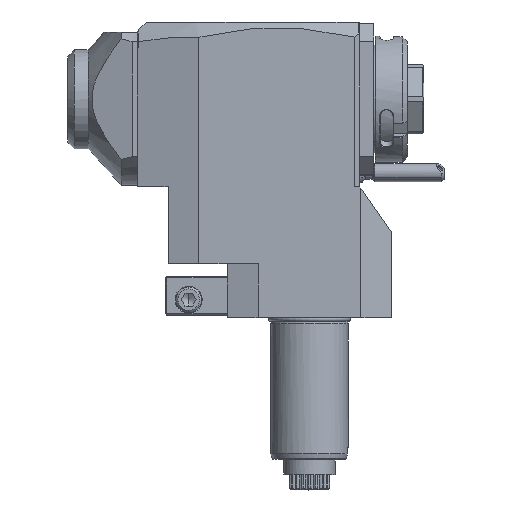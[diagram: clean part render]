
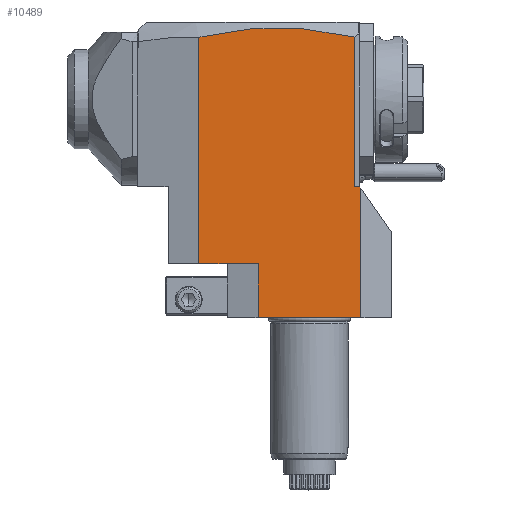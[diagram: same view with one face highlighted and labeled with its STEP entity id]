
A CAD part, top view. The second image highlights one B-rep face of the part: STEP entity #10489.
In plain terms, the highlighted planar face has unit normal (0, 0, 1).
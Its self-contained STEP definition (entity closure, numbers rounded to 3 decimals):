
#21=DIRECTION('',(0.,-1.,0.));
#22=VECTOR('',#21,88.092);
#23=CARTESIAN_POINT('',(-20.,58.092,32.));
#24=LINE('',#23,#22);
#39=CARTESIAN_POINT('',(40.5,58.133,32.));
#40=CARTESIAN_POINT('',(35.458,59.345,32.));
#41=CARTESIAN_POINT('',(25.373,61.145,32.));
#42=CARTESIAN_POINT('',(10.247,62.032,32.));
#43=CARTESIAN_POINT('',(-4.877,61.124,32.));
#44=CARTESIAN_POINT('',(-14.959,59.311,32.));
#45=CARTESIAN_POINT('',(-20.,58.092,32.));
#47=DIRECTION('',(-0.574,0.819,0.));
#48=VECTOR('',#47,0.872);
#49=CARTESIAN_POINT('',(43.,-0.714,32.));
#50=LINE('',#49,#48);
#51=DIRECTION('',(0.,1.,0.));
#52=VECTOR('',#51,50.286);
#53=CARTESIAN_POINT('',(43.,-51.,32.));
#54=LINE('',#53,#52);
#127=DIRECTION('',(1.,0.,0.));
#128=VECTOR('',#127,23.);
#129=CARTESIAN_POINT('',(-20.,-30.,32.));
#130=LINE('',#129,#128);
#901=DIRECTION('',(0.,1.,0.));
#902=VECTOR('',#901,58.133);
#903=CARTESIAN_POINT('',(40.5,0.,32.));
#904=LINE('',#903,#902);
#914=DIRECTION('',(-1.,0.,0.));
#915=VECTOR('',#914,2.);
#916=CARTESIAN_POINT('',(42.5,0.,32.));
#917=LINE('',#916,#915);
#3368=DIRECTION('',(0.,-1.,0.));
#3369=VECTOR('',#3368,21.);
#3370=CARTESIAN_POINT('',(3.,-30.,32.));
#3371=LINE('',#3370,#3369);
#3392=DIRECTION('',(-1.,0.,0.));
#3393=VECTOR('',#3392,40.);
#3394=CARTESIAN_POINT('',(43.,-51.,32.));
#3395=LINE('',#3394,#3393);
#9190=VERTEX_POINT('',#39);
#9191=VERTEX_POINT('',#45);
#10020=CARTESIAN_POINT('',(43.,-51.,32.));
#10021=VERTEX_POINT('',#10020);
#10022=CARTESIAN_POINT('',(3.,-51.,32.));
#10023=VERTEX_POINT('',#10022);
#10064=CARTESIAN_POINT('',(-20.,-30.,32.));
#10066=VERTEX_POINT('',#10064);
#10072=CARTESIAN_POINT('',(43.,-0.714,32.));
#10073=CARTESIAN_POINT('',(42.5,0.,32.));
#10074=VERTEX_POINT('',#10072);
#10075=VERTEX_POINT('',#10073);
#10212=CARTESIAN_POINT('',(40.5,0.,32.));
#10213=VERTEX_POINT('',#10212);
#10408=CARTESIAN_POINT('',(3.,-30.,32.));
#10409=VERTEX_POINT('',#10408);
#10465=CARTESIAN_POINT('',(-44.,0.,32.));
#10466=DIRECTION('',(0.,0.,1.));
#10467=DIRECTION('',(1.,0.,0.));
#10468=AXIS2_PLACEMENT_3D('',#10465,#10466,#10467);
#10469=PLANE('',#10468);
#10471=ORIENTED_EDGE('',*,*,#10470,.F.);
#10473=ORIENTED_EDGE('',*,*,#10472,.T.);
#10475=ORIENTED_EDGE('',*,*,#10474,.F.);
#10477=ORIENTED_EDGE('',*,*,#10476,.F.);
#10478=ORIENTED_EDGE('',*,*,#10448,.F.);
#10480=ORIENTED_EDGE('',*,*,#10479,.F.);
#10482=ORIENTED_EDGE('',*,*,#10481,.F.);
#10484=ORIENTED_EDGE('',*,*,#10483,.F.);
#10486=ORIENTED_EDGE('',*,*,#10485,.F.);
#10487=EDGE_LOOP('',(#10471,#10473,#10475,#10477,#10478,#10480,#10482,#10484,
#10486));
#10488=FACE_OUTER_BOUND('',#10487,.F.);
#46=B_SPLINE_CURVE_WITH_KNOTS('',3,(#39,#40,#41,#42,#43,#44,#45),.UNSPECIFIED.,
.F.,.F.,(4,1,1,1,4),(0.,0.25,0.5,0.75,1.),.UNSPECIFIED.);
#10448=EDGE_CURVE('',#9191,#10066,#24,.T.);
#10470=EDGE_CURVE('',#10021,#10074,#54,.T.);
#10472=EDGE_CURVE('',#10021,#10023,#3395,.T.);
#10474=EDGE_CURVE('',#10409,#10023,#3371,.T.);
#10476=EDGE_CURVE('',#10066,#10409,#130,.T.);
#10479=EDGE_CURVE('',#9190,#9191,#46,.T.);
#10481=EDGE_CURVE('',#10213,#9190,#904,.T.);
#10483=EDGE_CURVE('',#10075,#10213,#917,.T.);
#10485=EDGE_CURVE('',#10074,#10075,#50,.T.);
#10489=ADVANCED_FACE('',(#10488),#10469,.T.);
